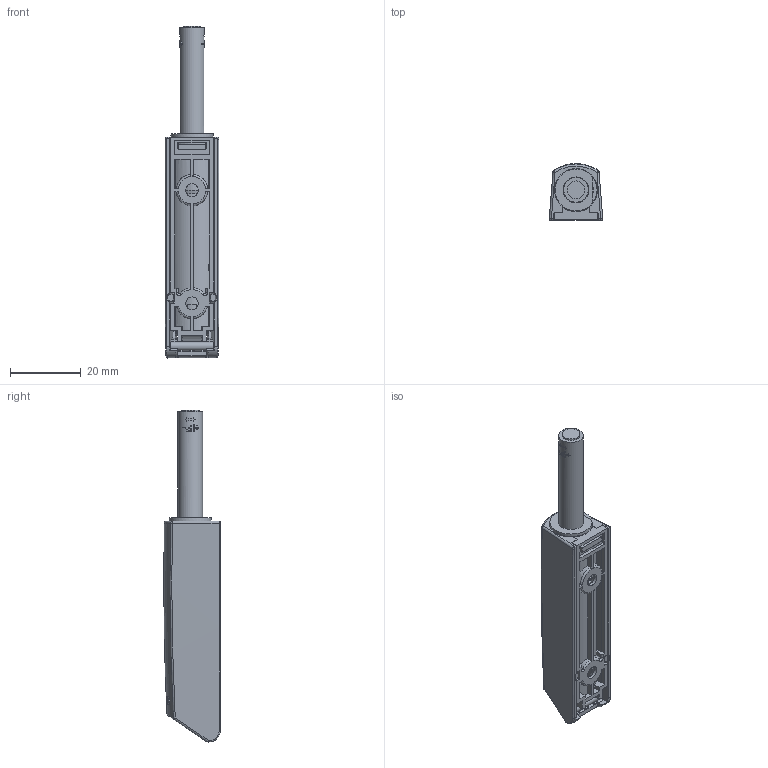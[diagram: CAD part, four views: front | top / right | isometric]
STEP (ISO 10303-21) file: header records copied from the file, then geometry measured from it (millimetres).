
FILE_DESCRIPTION(/* description */ (''),/* implementation_level */ '2;1');
FILE_NAME(/* name */ 'AM-SVW-KR-GM_otwarty.stp',/* time_stamp */ '2024-03-01T12:58:42+01:00',/* author */ ('tomaszw'),/* organization */ (''),/* preprocessor_version */ 'ST-DEVELOPER v19.2',/* originating_system */ 'Autodesk Inventor 2023',/* authorisation */ '');
FILE_SCHEMA (('AUTOMOTIVE_DESIGN { 1 0 10303 214 3 1 1 }'));
Length unit declared in the file: millimetre
Products named in the file (7): AM-OAS-KR-... - Odbojnik SALTO któtki magnes; 20230618_105_short_type_b; 20230508 - YOULISI - Plate v2 short; 105DT_ASM; PRT0001; PRT0002; sztyft
Assembly tree (6 placements, depth 3):
  AM-OAS-KR-... - Odbojnik SALTO któtki magnes
    20230618_105_short_type_b
    20230508 - YOULISI - Plate v2 short
    105DT_ASM
      PRT0001
      PRT0002
      sztyft
Bounding box: 15.13 x 15.99 x 93.9 mm (x, y, z)
Volume: 7950.6 mm3; surface area: 13172.7 mm2
Topology: 5 solids, 5 shells, 717 faces, 1921 edges, 1255 vertices
Faces by surface type: plane 448, cylinder 118, bspline 61, cone 43, torus 43, sphere 4
Full cylindrical faces by diameter (mm): 2.5 x5, 3.6 x1, 5 x1, 6.2 x1, 7 x1, 7.192 x1, 7.34 x1, 8.276 x1, 8.3 x1, 9.8 x1, 10.05 x1, 11.9 x1
Entity records: 27025 total; most frequent: CARTESIAN_POINT 8980, ORIENTED_EDGE 3838, DIRECTION 3523, EDGE_CURVE 1919, VERTEX_POINT 1255, AXIS2_PLACEMENT_3D 1237, LINE 1049, VECTOR 1049
